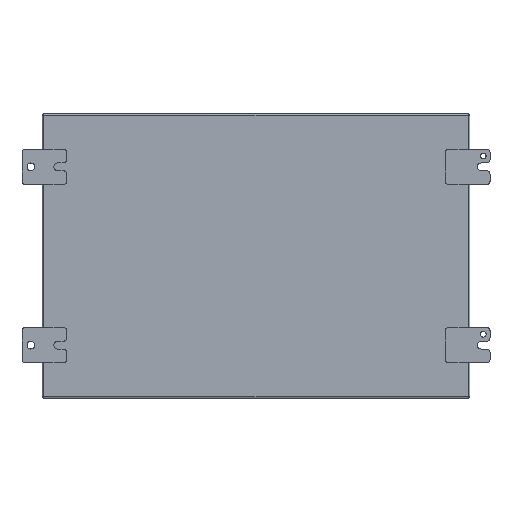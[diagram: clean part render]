
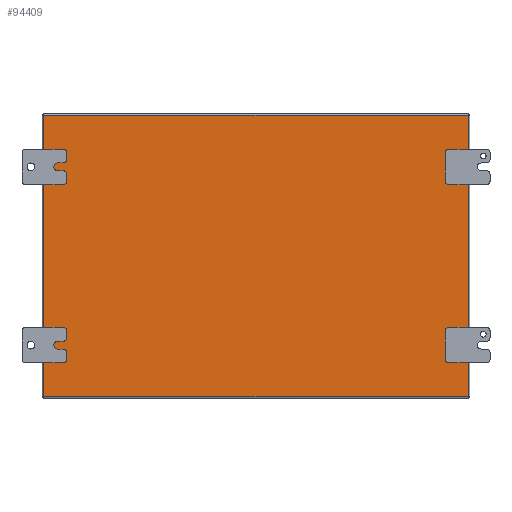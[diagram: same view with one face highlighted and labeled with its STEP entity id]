
A CAD part, left-side view. The second image highlights one B-rep face of the part: STEP entity #94409.
In plain terms, the highlighted face is planar.
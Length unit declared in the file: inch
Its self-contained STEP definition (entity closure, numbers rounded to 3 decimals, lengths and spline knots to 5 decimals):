
#1027 = LINE ( 'NONE', #116521, #51001 ) ;
#10554 = PLANE ( 'NONE',  #51267 ) ;
#12158 = CARTESIAN_POINT ( 'NONE',  ( -8., 0., -12. ) ) ;
#19255 = EDGE_LOOP ( 'NONE', ( #35286, #36070, #99945, #21836 ) ) ;
#21836 = ORIENTED_EDGE ( 'NONE', *, *, #47928, .F. ) ;
#22019 = CARTESIAN_POINT ( 'NONE',  ( -7.892, 0., -11.892 ) ) ;
#22131 = DIRECTION ( 'NONE',  ( 0., -1., 0. ) ) ;
#22255 = CARTESIAN_POINT ( 'NONE',  ( 7.892, 0., -12. ) ) ;
#24864 = VERTEX_POINT ( 'NONE', #29647 ) ;
#29647 = CARTESIAN_POINT ( 'NONE',  ( 7.892, 0., -11.892 ) ) ;
#30193 = DIRECTION ( 'NONE',  ( -1., 0., 0. ) ) ;
#32449 = LINE ( 'NONE', #75444, #105410 ) ;
#35286 = ORIENTED_EDGE ( 'NONE', *, *, #68074, .F. ) ;
#36070 = ORIENTED_EDGE ( 'NONE', *, *, #40955, .F. ) ;
#38961 = DIRECTION ( 'NONE',  ( 0., 0., -1. ) ) ;
#40090 = VERTEX_POINT ( 'NONE', #118208 ) ;
#40579 = VERTEX_POINT ( 'NONE', #51304 ) ;
#40955 = EDGE_CURVE ( 'NONE', #40579, #55201, #109509, .T. ) ;
#47928 = EDGE_CURVE ( 'NONE', #24864, #40090, #51285, .T. ) ;
#51001 = VECTOR ( 'NONE', #61730, 39.37008 ) ;
#51267 = AXIS2_PLACEMENT_3D ( 'NONE', #12158, #22131, #38961 ) ;
#51285 = LINE ( 'NONE', #22255, #108530 ) ;
#51304 = CARTESIAN_POINT ( 'NONE',  ( -7.892, 0., 11.892 ) ) ;
#55201 = VERTEX_POINT ( 'NONE', #22019 ) ;
#61730 = DIRECTION ( 'NONE',  ( 1., 0., 0. ) ) ;
#68074 = EDGE_CURVE ( 'NONE', #55201, #24864, #1027, .T. ) ;
#75444 = CARTESIAN_POINT ( 'NONE',  ( -8., 0., 11.892 ) ) ;
#76436 = EDGE_CURVE ( 'NONE', #40090, #40579, #32449, .T. ) ;
#85091 = FACE_OUTER_BOUND ( 'NONE', #19255, .T. ) ;
#90968 = VECTOR ( 'NONE', #95675, 39.37008 ) ;
#94409 = ADVANCED_FACE ( 'NONE', ( #85091 ), #10554, .F. ) ;
#95456 = DIRECTION ( 'NONE',  ( 0., 0., 1. ) ) ;
#95675 = DIRECTION ( 'NONE',  ( 0., 0., -1. ) ) ;
#99945 = ORIENTED_EDGE ( 'NONE', *, *, #76436, .F. ) ;
#105410 = VECTOR ( 'NONE', #30193, 39.37008 ) ;
#108530 = VECTOR ( 'NONE', #95456, 39.37008 ) ;
#109509 = LINE ( 'NONE', #113651, #90968 ) ;
#113651 = CARTESIAN_POINT ( 'NONE',  ( -7.892, 0., -12. ) ) ;
#116521 = CARTESIAN_POINT ( 'NONE',  ( -8., 0., -11.892 ) ) ;
#118208 = CARTESIAN_POINT ( 'NONE',  ( 7.892, 0., 11.892 ) ) ;
